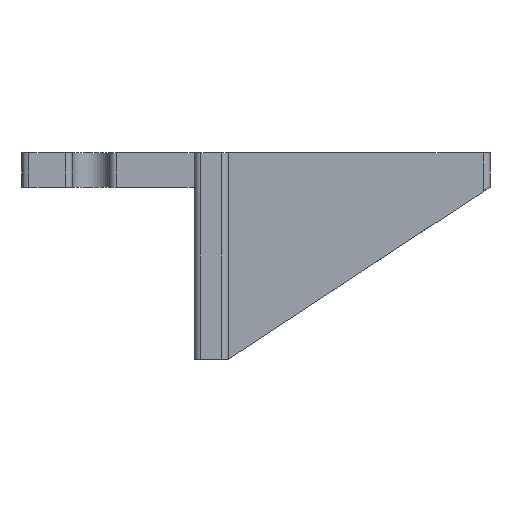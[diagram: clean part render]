
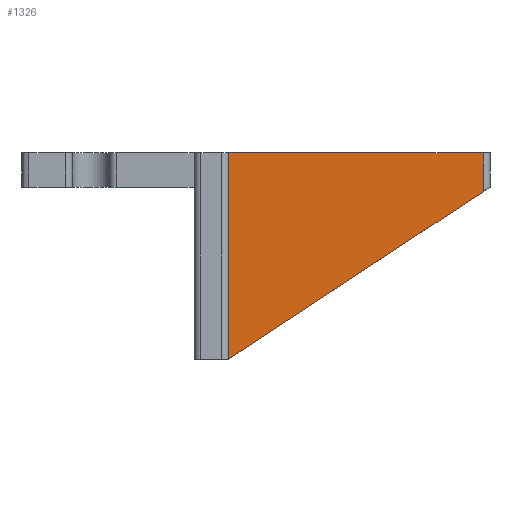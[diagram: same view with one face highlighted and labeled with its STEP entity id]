
A CAD part, left-side view. The second image highlights one B-rep face of the part: STEP entity #1326.
In plain terms, the highlighted planar face has unit normal (-1, 0, 0).
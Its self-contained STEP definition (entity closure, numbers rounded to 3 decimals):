
#30 = CARTESIAN_POINT ( 'NONE',  ( -26.5, 21.3, 5. ) ) ;
#113 = LINE ( 'NONE', #880, #1634 ) ;
#154 = ORIENTED_EDGE ( 'NONE', *, *, #1651, .F. ) ;
#211 = CARTESIAN_POINT ( 'NONE',  ( -26.5, -33., 5. ) ) ;
#384 = CARTESIAN_POINT ( 'NONE',  ( -26.5, 4., -25. ) ) ;
#400 = DIRECTION ( 'NONE',  ( 0., 0., 1. ) ) ;
#516 = DIRECTION ( 'NONE',  ( 0., 0., 1. ) ) ;
#530 = ORIENTED_EDGE ( 'NONE', *, *, #1624, .F. ) ;
#565 = VECTOR ( 'NONE', #1041, 1000. ) ;
#708 = VERTEX_POINT ( 'NONE', #384 ) ;
#775 = VERTEX_POINT ( 'NONE', #211 ) ;
#819 = ORIENTED_EDGE ( 'NONE', *, *, #1398, .T. ) ;
#863 = EDGE_LOOP ( 'NONE', ( #530, #974, #154, #819 ) ) ;
#880 = CARTESIAN_POINT ( 'NONE',  ( -26.5, 4., -25. ) ) ;
#902 = CARTESIAN_POINT ( 'NONE',  ( -26.5, 4., 5. ) ) ;
#974 = ORIENTED_EDGE ( 'NONE', *, *, #1033, .F. ) ;
#982 = VECTOR ( 'NONE', #400, 1000. ) ;
#1033 = EDGE_CURVE ( 'NONE', #708, #1749, #1099, .T. ) ;
#1041 = DIRECTION ( 'NONE',  ( 0., -1., 0. ) ) ;
#1042 = LINE ( 'NONE', #1440, #982 ) ;
#1048 = DIRECTION ( 'NONE',  ( 0., 0.835, -0.55 ) ) ;
#1062 = DIRECTION ( 'NONE',  ( 0., 1., 0. ) ) ;
#1099 = LINE ( 'NONE', #1392, #1504 ) ;
#1177 = CARTESIAN_POINT ( 'NONE',  ( -26.5, 21.3, 5. ) ) ;
#1194 = FACE_OUTER_BOUND ( 'NONE', #863, .T. ) ;
#1229 = AXIS2_PLACEMENT_3D ( 'NONE', #1177, #1903, #1062 ) ;
#1317 = VERTEX_POINT ( 'NONE', #1420 ) ;
#1326 = ADVANCED_FACE ( 'NONE', ( #1194 ), #1790, .F. ) ;
#1376 = LINE ( 'NONE', #30, #565 ) ;
#1392 = CARTESIAN_POINT ( 'NONE',  ( -26.5, 4., -25. ) ) ;
#1398 = EDGE_CURVE ( 'NONE', #1317, #775, #1042, .T. ) ;
#1420 = CARTESIAN_POINT ( 'NONE',  ( -26.5, -33., -0.658 ) ) ;
#1440 = CARTESIAN_POINT ( 'NONE',  ( -26.5, -33., 5. ) ) ;
#1504 = VECTOR ( 'NONE', #516, 1000. ) ;
#1624 = EDGE_CURVE ( 'NONE', #1749, #775, #1376, .T. ) ;
#1634 = VECTOR ( 'NONE', #1048, 1000. ) ;
#1651 = EDGE_CURVE ( 'NONE', #1317, #708, #113, .T. ) ;
#1749 = VERTEX_POINT ( 'NONE', #902 ) ;
#1790 = PLANE ( 'NONE',  #1229 ) ;
#1903 = DIRECTION ( 'NONE',  ( 1., 0., 0. ) ) ;
